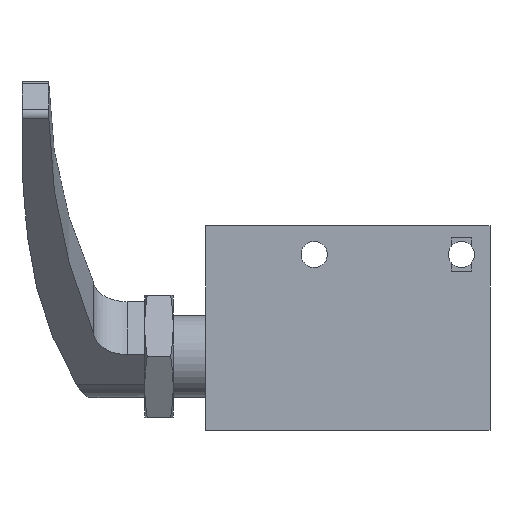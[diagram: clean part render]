
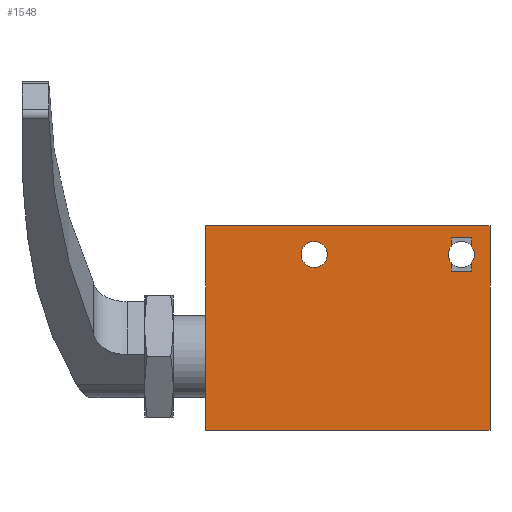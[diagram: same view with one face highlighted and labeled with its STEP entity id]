
A CAD part, left-side view. The second image highlights one B-rep face of the part: STEP entity #1548.
In plain terms, the highlighted face is planar.
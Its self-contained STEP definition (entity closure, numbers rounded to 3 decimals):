
#64=PLANE('',#1701);
#165=CIRCLE('',#1686,3.2);
#168=CIRCLE('',#1690,3.2);
#175=CIRCLE('',#1702,3.2);
#273=ORIENTED_EDGE('',*,*,#709,.T.);
#274=ORIENTED_EDGE('',*,*,#710,.F.);
#275=ORIENTED_EDGE('',*,*,#689,.T.);
#276=ORIENTED_EDGE('',*,*,#711,.F.);
#277=ORIENTED_EDGE('',*,*,#712,.F.);
#278=ORIENTED_EDGE('',*,*,#713,.F.);
#279=ORIENTED_EDGE('',*,*,#679,.T.);
#280=ORIENTED_EDGE('',*,*,#714,.F.);
#281=ORIENTED_EDGE('',*,*,#715,.F.);
#282=ORIENTED_EDGE('',*,*,#694,.T.);
#283=ORIENTED_EDGE('',*,*,#700,.T.);
#284=ORIENTED_EDGE('',*,*,#705,.T.);
#285=ORIENTED_EDGE('',*,*,#708,.T.);
#679=EDGE_CURVE('',#899,#900,#165,.T.);
#689=EDGE_CURVE('',#910,#909,#168,.T.);
#694=EDGE_CURVE('',#915,#914,#1049,.T.);
#700=EDGE_CURVE('',#914,#919,#1053,.T.);
#705=EDGE_CURVE('',#919,#923,#1056,.T.);
#708=EDGE_CURVE('',#923,#915,#1058,.T.);
#709=EDGE_CURVE('',#925,#925,#175,.T.);
#710=EDGE_CURVE('',#910,#926,#1059,.T.);
#711=EDGE_CURVE('',#927,#909,#1060,.T.);
#712=EDGE_CURVE('',#928,#927,#1061,.T.);
#713=EDGE_CURVE('',#899,#928,#1062,.T.);
#714=EDGE_CURVE('',#929,#900,#1063,.T.);
#715=EDGE_CURVE('',#926,#929,#1064,.T.);
#899=VERTEX_POINT('',#2350);
#900=VERTEX_POINT('',#2351);
#909=VERTEX_POINT('',#2382);
#910=VERTEX_POINT('',#2384);
#914=VERTEX_POINT('',#2393);
#915=VERTEX_POINT('',#2395);
#919=VERTEX_POINT('',#2405);
#923=VERTEX_POINT('',#2415);
#925=VERTEX_POINT('',#2424);
#926=VERTEX_POINT('',#2426);
#927=VERTEX_POINT('',#2428);
#928=VERTEX_POINT('',#2430);
#929=VERTEX_POINT('',#2433);
#1049=LINE('',#2394,#1157);
#1053=LINE('',#2406,#1161);
#1056=LINE('',#2416,#1164);
#1058=LINE('',#2421,#1166);
#1059=LINE('',#2425,#1167);
#1060=LINE('',#2427,#1168);
#1061=LINE('',#2429,#1169);
#1062=LINE('',#2431,#1170);
#1063=LINE('',#2432,#1171);
#1064=LINE('',#2434,#1172);
#1157=VECTOR('',#1899,1000.);
#1161=VECTOR('',#1909,1000.);
#1164=VECTOR('',#1918,1000.);
#1166=VECTOR('',#1924,1000.);
#1167=VECTOR('',#1929,1000.);
#1168=VECTOR('',#1930,1000.);
#1169=VECTOR('',#1931,1000.);
#1170=VECTOR('',#1932,1000.);
#1171=VECTOR('',#1933,1000.);
#1172=VECTOR('',#1934,1000.);
#1265=EDGE_LOOP('',(#273));
#1266=EDGE_LOOP('',(#274,#275,#276,#277,#278,#279,#280,#281));
#1267=EDGE_LOOP('',(#282,#283,#284,#285));
#1398=FACE_BOUND('',#1265,.T.);
#1399=FACE_BOUND('',#1266,.T.);
#1400=FACE_BOUND('',#1267,.T.);
#1548=ADVANCED_FACE('',(#1398,#1399,#1400),#64,.T.);
#1686=AXIS2_PLACEMENT_3D('',#2349,#1877,#1878);
#1690=AXIS2_PLACEMENT_3D('',#2383,#1890,#1891);
#1701=AXIS2_PLACEMENT_3D('',#2422,#1925,#1926);
#1702=AXIS2_PLACEMENT_3D('',#2423,#1927,#1928);
#1877=DIRECTION('',(0.,0.,-1.));
#1878=DIRECTION('',(-1.,0.,0.));
#1890=DIRECTION('',(0.,0.,-1.));
#1891=DIRECTION('',(-1.,0.,0.));
#1899=DIRECTION('',(-1.,0.,0.));
#1909=DIRECTION('',(0.,-1.,0.));
#1918=DIRECTION('',(1.,0.,0.));
#1924=DIRECTION('',(0.,1.,0.));
#1925=DIRECTION('',(0.,0.,1.));
#1926=DIRECTION('',(1.,0.,0.));
#1927=DIRECTION('',(0.,0.,-1.));
#1928=DIRECTION('',(-1.,0.,0.));
#1929=DIRECTION('',(1.,0.,0.));
#1930=DIRECTION('',(1.,0.,0.));
#1931=DIRECTION('',(0.,-1.,0.));
#1932=DIRECTION('',(-1.,0.,0.));
#1933=DIRECTION('',(-1.,0.,0.));
#1934=DIRECTION('',(0.,1.,0.));
#2349=CARTESIAN_POINT('',(18.,7.,12.7));
#2350=CARTESIAN_POINT('',(16.003,9.5,12.7));
#2351=CARTESIAN_POINT('',(19.997,9.5,12.7));
#2382=CARTESIAN_POINT('',(16.003,4.5,12.7));
#2383=CARTESIAN_POINT('',(18.,7.,12.7));
#2384=CARTESIAN_POINT('',(19.997,4.5,12.7));
#2393=CARTESIAN_POINT('',(-25.,69.5,12.7));
#2394=CARTESIAN_POINT('',(25.,69.5,12.7));
#2395=CARTESIAN_POINT('',(25.,69.5,12.7));
#2405=CARTESIAN_POINT('',(-25.,0.,12.7));
#2406=CARTESIAN_POINT('',(-25.,69.5,12.7));
#2415=CARTESIAN_POINT('',(25.,0.,12.7));
#2416=CARTESIAN_POINT('',(-25.,0.,12.7));
#2421=CARTESIAN_POINT('',(25.,0.,12.7));
#2422=CARTESIAN_POINT('',(0.,0.,12.7));
#2423=CARTESIAN_POINT('',(18.,43.,12.7));
#2424=CARTESIAN_POINT('',(14.8,43.,12.7));
#2425=CARTESIAN_POINT('',(13.95,4.5,12.7));
#2426=CARTESIAN_POINT('',(22.05,4.5,12.7));
#2427=CARTESIAN_POINT('',(13.95,4.5,12.7));
#2428=CARTESIAN_POINT('',(13.95,4.5,12.7));
#2429=CARTESIAN_POINT('',(13.95,9.5,12.7));
#2430=CARTESIAN_POINT('',(13.95,9.5,12.7));
#2431=CARTESIAN_POINT('',(22.05,9.5,12.7));
#2432=CARTESIAN_POINT('',(22.05,9.5,12.7));
#2433=CARTESIAN_POINT('',(22.05,9.5,12.7));
#2434=CARTESIAN_POINT('',(22.05,4.5,12.7));
